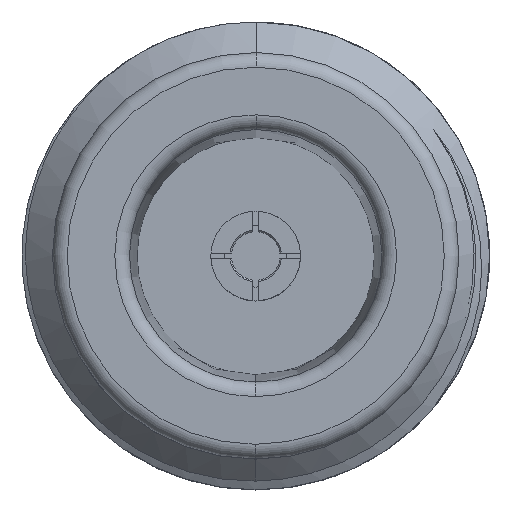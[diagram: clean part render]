
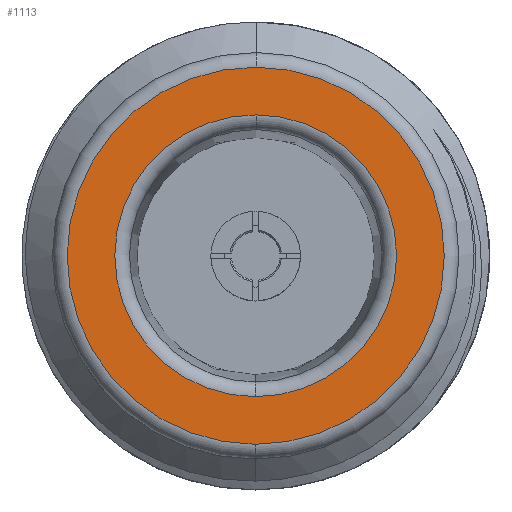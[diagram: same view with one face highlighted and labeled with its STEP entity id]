
A CAD part, top view. The second image highlights one B-rep face of the part: STEP entity #1113.
In plain terms, the highlighted planar face has unit normal (0, 0, 1).
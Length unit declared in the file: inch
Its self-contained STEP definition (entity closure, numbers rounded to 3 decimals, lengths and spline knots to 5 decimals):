
#133 = FACE_BOUND ( 'NONE', #9630, .T. ) ;
#203 = AXIS2_PLACEMENT_3D ( 'NONE', #1105, #9898, #2631 ) ;
#448 = AXIS2_PLACEMENT_3D ( 'NONE', #2287, #4625, #2188 ) ;
#509 = ORIENTED_EDGE ( 'NONE', *, *, #2018, .T. ) ;
#894 = CARTESIAN_POINT ( 'NONE',  ( 0.00044, 0.24259, 1.26163 ) ) ;
#958 = DIRECTION ( 'NONE',  ( 0., 0., 1. ) ) ;
#1105 = CARTESIAN_POINT ( 'NONE',  ( -0.00032, -0.00938, 1.26163 ) ) ;
#1113 = ADVANCED_FACE ( 'NONE', ( #133, #9770 ), #4211, .T. ) ;
#1168 = VERTEX_POINT ( 'NONE', #894 ) ;
#1729 = DIRECTION ( 'NONE',  ( 0.003, 1., 0. ) ) ;
#1902 = VERTEX_POINT ( 'NONE', #6235 ) ;
#2018 = EDGE_CURVE ( 'NONE', #1902, #3565, #5944, .T. ) ;
#2188 = DIRECTION ( 'NONE',  ( 0.003, 1., 0. ) ) ;
#2287 = CARTESIAN_POINT ( 'NONE',  ( -0.00032, -0.00938, 1.26163 ) ) ;
#2477 = CARTESIAN_POINT ( 'NONE',  ( -0.00109, -0.26134, 1.26163 ) ) ;
#2631 = DIRECTION ( 'NONE',  ( 0.003, 1., 0. ) ) ;
#2981 = CARTESIAN_POINT ( 'NONE',  ( 0.00025, 0.17894, 1.26163 ) ) ;
#3126 = AXIS2_PLACEMENT_3D ( 'NONE', #3766, #8672, #6983 ) ;
#3457 = DIRECTION ( 'NONE',  ( 0., 0., 1. ) ) ;
#3565 = VERTEX_POINT ( 'NONE', #2981 ) ;
#3766 = CARTESIAN_POINT ( 'NONE',  ( -0.00032, -0.00938, 1.26163 ) ) ;
#3916 = AXIS2_PLACEMENT_3D ( 'NONE', #4261, #958, #1729 ) ;
#3936 = EDGE_CURVE ( 'NONE', #1168, #9259, #5109, .T. ) ;
#4211 = PLANE ( 'NONE',  #6446 ) ;
#4261 = CARTESIAN_POINT ( 'NONE',  ( -0.00032, -0.00938, 1.26163 ) ) ;
#4625 = DIRECTION ( 'NONE',  ( 0., 0., -1. ) ) ;
#4730 = ORIENTED_EDGE ( 'NONE', *, *, #8834, .T. ) ;
#5068 = CARTESIAN_POINT ( 'NONE',  ( -0.00032, -0.00938, 1.26163 ) ) ;
#5109 = CIRCLE ( 'NONE', #3916, 0.25197 ) ;
#5638 = EDGE_LOOP ( 'NONE', ( #10371, #8618 ) ) ;
#5855 = CIRCLE ( 'NONE', #448, 0.18832 ) ;
#5944 = CIRCLE ( 'NONE', #203, 0.18832 ) ;
#6235 = CARTESIAN_POINT ( 'NONE',  ( -0.00089, -0.19769, 1.26163 ) ) ;
#6446 = AXIS2_PLACEMENT_3D ( 'NONE', #5068, #3457, #8180 ) ;
#6504 = CIRCLE ( 'NONE', #3126, 0.25197 ) ;
#6983 = DIRECTION ( 'NONE',  ( 0.003, 1., 0. ) ) ;
#8180 = DIRECTION ( 'NONE',  ( 0.003, 1., 0. ) ) ;
#8302 = EDGE_CURVE ( 'NONE', #9259, #1168, #6504, .T. ) ;
#8618 = ORIENTED_EDGE ( 'NONE', *, *, #8302, .T. ) ;
#8672 = DIRECTION ( 'NONE',  ( 0., 0., 1. ) ) ;
#8834 = EDGE_CURVE ( 'NONE', #3565, #1902, #5855, .T. ) ;
#9259 = VERTEX_POINT ( 'NONE', #2477 ) ;
#9630 = EDGE_LOOP ( 'NONE', ( #4730, #509 ) ) ;
#9770 = FACE_OUTER_BOUND ( 'NONE', #5638, .T. ) ;
#9898 = DIRECTION ( 'NONE',  ( 0., 0., -1. ) ) ;
#10371 = ORIENTED_EDGE ( 'NONE', *, *, #3936, .T. ) ;
